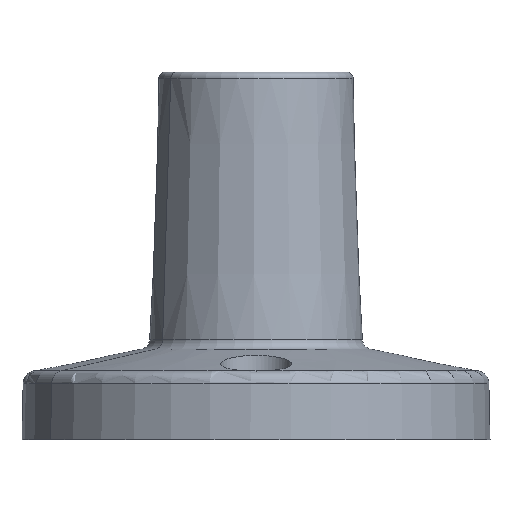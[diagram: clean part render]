
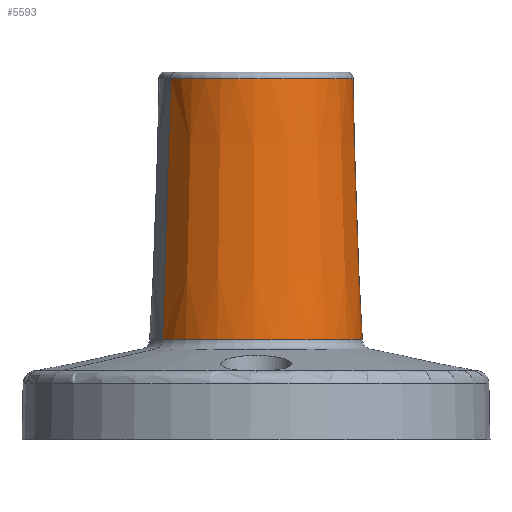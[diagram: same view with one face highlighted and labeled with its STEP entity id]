
A CAD part, left-side view. The second image highlights one B-rep face of the part: STEP entity #5593.
In plain terms, the highlighted conical face has half-angle 2.016 degrees and reference radius 14.5 mm.
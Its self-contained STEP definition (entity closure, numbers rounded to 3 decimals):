
#40 = VERTEX_POINT ( 'NONE', #3571 ) ;
#104 = EDGE_CURVE ( 'NONE', #2674, #6632, #6410, .T. ) ;
#110 = DIRECTION ( 'NONE',  ( 1., 0., 0. ) ) ;
#191 = EDGE_CURVE ( 'NONE', #2674, #5463, #2186, .T. ) ;
#334 = LINE ( 'NONE', #6261, #1196 ) ;
#367 = CIRCLE ( 'NONE', #1387, 14.534 ) ;
#718 = CONICAL_SURFACE ( 'NONE', #4784, 14.5, 0.035 ) ;
#957 = CARTESIAN_POINT ( 'NONE',  ( 0., 0., 55. ) ) ;
#1135 = CARTESIAN_POINT ( 'NONE',  ( 7.299, -13.361, 34.4 ) ) ;
#1196 = VECTOR ( 'NONE', #1208, 1000. ) ;
#1208 = DIRECTION ( 'NONE',  ( 0.017, -0.031, 0.999 ) ) ;
#1387 = AXIS2_PLACEMENT_3D ( 'NONE', #1835, #6841, #110 ) ;
#1463 = CARTESIAN_POINT ( 'NONE',  ( -7.627, 13.961, 14.984 ) ) ;
#1718 = DIRECTION ( 'NONE',  ( 1., 0., 0. ) ) ;
#1835 = CARTESIAN_POINT ( 'NONE',  ( 0., 0., 54.035 ) ) ;
#1944 = CARTESIAN_POINT ( 'NONE',  ( 7.627, -13.961, 14.984 ) ) ;
#2186 = LINE ( 'NONE', #1135, #3862 ) ;
#2196 = EDGE_CURVE ( 'NONE', #6632, #40, #334, .T. ) ;
#2674 = VERTEX_POINT ( 'NONE', #1944 ) ;
#2971 = ORIENTED_EDGE ( 'NONE', *, *, #4643, .F. ) ;
#3173 = DIRECTION ( 'NONE',  ( 0., 0., -1. ) ) ;
#3571 = CARTESIAN_POINT ( 'NONE',  ( -6.968, 12.755, 54.035 ) ) ;
#3647 = DIRECTION ( 'NONE',  ( 1., 0., 0. ) ) ;
#3717 = FACE_OUTER_BOUND ( 'NONE', #6017, .T. ) ;
#3862 = VECTOR ( 'NONE', #3864, 1000. ) ;
#3864 = DIRECTION ( 'NONE',  ( -0.017, 0.031, 0.999 ) ) ;
#4643 = EDGE_CURVE ( 'NONE', #40, #5463, #367, .T. ) ;
#4784 = AXIS2_PLACEMENT_3D ( 'NONE', #957, #3173, #1718 ) ;
#4791 = AXIS2_PLACEMENT_3D ( 'NONE', #5820, #6978, #3647 ) ;
#5463 = VERTEX_POINT ( 'NONE', #6517 ) ;
#5593 = ADVANCED_FACE ( 'NONE', ( #3717 ), #718, .T. ) ;
#5820 = CARTESIAN_POINT ( 'NONE',  ( 0., 0., 14.984 ) ) ;
#6017 = EDGE_LOOP ( 'NONE', ( #7084, #6445, #6258, #2971 ) ) ;
#6258 = ORIENTED_EDGE ( 'NONE', *, *, #191, .T. ) ;
#6261 = CARTESIAN_POINT ( 'NONE',  ( -7.299, 13.361, 34.4 ) ) ;
#6410 = CIRCLE ( 'NONE', #4791, 15.908 ) ;
#6445 = ORIENTED_EDGE ( 'NONE', *, *, #104, .F. ) ;
#6517 = CARTESIAN_POINT ( 'NONE',  ( 6.968, -12.755, 54.035 ) ) ;
#6632 = VERTEX_POINT ( 'NONE', #1463 ) ;
#6841 = DIRECTION ( 'NONE',  ( 0., 0., 1. ) ) ;
#6978 = DIRECTION ( 'NONE',  ( 0., 0., -1. ) ) ;
#7084 = ORIENTED_EDGE ( 'NONE', *, *, #2196, .F. ) ;
